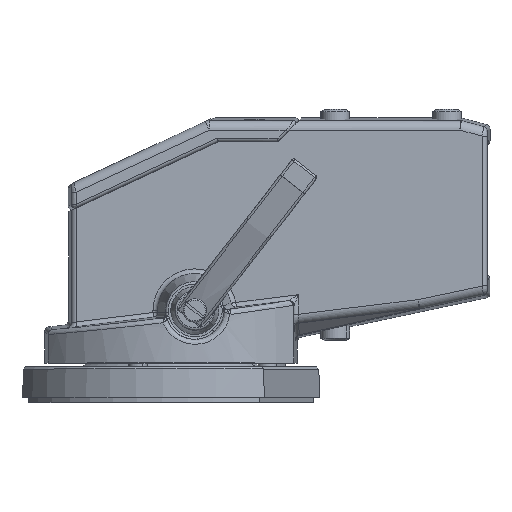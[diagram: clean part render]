
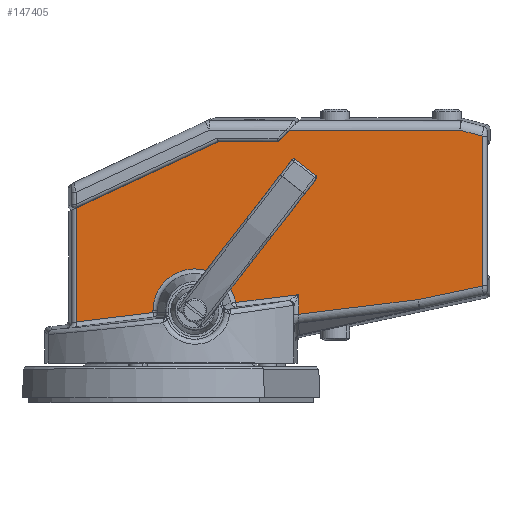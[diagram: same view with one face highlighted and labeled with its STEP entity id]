
A CAD part, top view. The second image highlights one B-rep face of the part: STEP entity #147405.
In plain terms, the highlighted planar face has unit normal (0, 0, 1).
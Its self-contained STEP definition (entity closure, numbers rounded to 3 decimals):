
#81844 = CARTESIAN_POINT ( 'NONE',  ( -7.54, 23.726, 37. ) ) ;
#81962 = CARTESIAN_POINT ( 'NONE',  ( -7.557, 24.5, 37. ) ) ;
#82138 = CARTESIAN_POINT ( 'NONE',  ( 27.207, 27.992, 37. ) ) ;
#82191 = DIRECTION ( 'NONE',  ( -1., 0., 0. ) ) ;
#82192 = DIRECTION ( 'NONE',  ( 0., 0., -1. ) ) ;
#82193 = CARTESIAN_POINT ( 'NONE',  ( 10., 24.5, 37. ) ) ;
#82194 = AXIS2_PLACEMENT_3D ( 'NONE', #82193, #82192, #82191 ) ;
#82199 = CIRCLE ( 'NONE', #82194, 17.557 ) ;
#82340 = CARTESIAN_POINT ( 'NONE',  ( 130.777, 34.885, 37. ) ) ;
#82350 = CARTESIAN_POINT ( 'NONE',  ( 20., 95.5, 37. ) ) ;
#82351 = DIRECTION ( 'NONE',  ( -0.906, -0.423, 0. ) ) ;
#82352 = VECTOR ( 'NONE', #82351, 1000. ) ;
#82353 = CARTESIAN_POINT ( 'NONE',  ( -43., 66.123, 37. ) ) ;
#82359 = LINE ( 'NONE', #82353, #82352 ) ;
#82360 = CARTESIAN_POINT ( 'NONE',  ( -39.777, 67.626, 37. ) ) ;
#84203 = DIRECTION ( 'NONE',  ( 0., -1., 0. ) ) ;
#84204 = VECTOR ( 'NONE', #84203, 1000. ) ;
#84205 = CARTESIAN_POINT ( 'NONE',  ( -39.777, 12., 37. ) ) ;
#84206 = LINE ( 'NONE', #84205, #84204 ) ;
#84207 = DIRECTION ( 'NONE',  ( -1., 0., 0. ) ) ;
#84208 = VECTOR ( 'NONE', #84207, 1000. ) ;
#84209 = CARTESIAN_POINT ( 'NONE',  ( 20., 95.5, 37. ) ) ;
#84210 = LINE ( 'NONE', #84209, #84208 ) ;
#84221 = CARTESIAN_POINT ( 'NONE',  ( 53.639, 31.238, 37. ) ) ;
#84227 = DIRECTION ( 'NONE',  ( 0., 1., 0. ) ) ;
#84228 = VECTOR ( 'NONE', #84227, 1000. ) ;
#84229 = CARTESIAN_POINT ( 'NONE',  ( 130.777, 12., 37. ) ) ;
#84230 = LINE ( 'NONE', #84229, #84228 ) ;
#84239 = DIRECTION ( 'NONE',  ( -1., 0., 0. ) ) ;
#84240 = DIRECTION ( 'NONE',  ( 0., 0., -1. ) ) ;
#84241 = CARTESIAN_POINT ( 'NONE',  ( 10., 24.5, 37. ) ) ;
#84242 = AXIS2_PLACEMENT_3D ( 'NONE', #84241, #84240, #84239 ) ;
#84243 = CIRCLE ( 'NONE', #84242, 17.557 ) ;
#84245 = CARTESIAN_POINT ( 'NONE',  ( 45., 95.5, 37. ) ) ;
#84246 = LINE ( 'NONE', #84245, #84297 ) ;
#84247 = CARTESIAN_POINT ( 'NONE',  ( 49.845, 100.345, 37. ) ) ;
#84248 = DIRECTION ( 'NONE',  ( -1., 0., 0. ) ) ;
#84249 = VECTOR ( 'NONE', #84248, 1000. ) ;
#84250 = CARTESIAN_POINT ( 'NONE',  ( 134., 100.345, 37. ) ) ;
#84251 = LINE ( 'NONE', #84250, #84249 ) ;
#84257 = CARTESIAN_POINT ( 'NONE',  ( 53.639, 22.992, 37. ) ) ;
#84258 = DIRECTION ( 'NONE',  ( 0., -1., 0. ) ) ;
#84260 = VECTOR ( 'NONE', #84258, 1000. ) ;
#84261 = CARTESIAN_POINT ( 'NONE',  ( 53.639, 22.755, 37. ) ) ;
#84262 = LINE ( 'NONE', #84261, #84260 ) ;
#84267 = FACE_OUTER_BOUND ( 'NONE', #147408, .T. ) ;
#84289 = CARTESIAN_POINT ( 'NONE',  ( 121.321, 100.345, 37. ) ) ;
#84290 = DIRECTION ( 'NONE',  ( -0.966, 0.259, 0. ) ) ;
#84291 = VECTOR ( 'NONE', #84290, 1000. ) ;
#84292 = CARTESIAN_POINT ( 'NONE',  ( 155.237, 91.258, 37. ) ) ;
#84293 = LINE ( 'NONE', #84292, #84291 ) ;
#84294 = CARTESIAN_POINT ( 'NONE',  ( 130.777, 97.812, 37. ) ) ;
#84295 = CARTESIAN_POINT ( 'NONE',  ( 45., 95.5, 37. ) ) ;
#84296 = DIRECTION ( 'NONE',  ( -0.707, -0.707, 0. ) ) ;
#84297 = VECTOR ( 'NONE', #84296, 1000. ) ;
#84298 = LINE ( 'NONE', #84360, #84359 ) ;
#84299 = DIRECTION ( 'NONE',  ( 0.993, 0.122, 0. ) ) ;
#84300 = VECTOR ( 'NONE', #84299, 1000. ) ;
#84302 = CARTESIAN_POINT ( 'NONE',  ( 117.67, 30.854, 37. ) ) ;
#84303 = LINE ( 'NONE', #84302, #84300 ) ;
#84304 = DIRECTION ( 'NONE',  ( 0.993, 0.122, 0. ) ) ;
#84305 = VECTOR ( 'NONE', #84304, 1000. ) ;
#84306 = CARTESIAN_POINT ( 'NONE',  ( 130.479, 40.673, 37. ) ) ;
#84307 = LINE ( 'NONE', #84306, #84305 ) ;
#84313 = DIRECTION ( 'NONE',  ( -1., 0., 0. ) ) ;
#84314 = DIRECTION ( 'NONE',  ( 0., 0., -1. ) ) ;
#84315 = CARTESIAN_POINT ( 'NONE',  ( 134., 12., 37. ) ) ;
#84316 = AXIS2_PLACEMENT_3D ( 'NONE', #84315, #84314, #84313 ) ;
#84318 = PLANE ( 'NONE',  #84316 ) ;
#84340 = CARTESIAN_POINT ( 'NONE',  ( 103.8, 29.151, 37. ) ) ;
#84358 = DIRECTION ( 'NONE',  ( 0.978, 0.208, 0. ) ) ;
#84359 = VECTOR ( 'NONE', #84358, 1000. ) ;
#84360 = CARTESIAN_POINT ( 'NONE',  ( 129.207, 34.551, 37. ) ) ;
#84402 = DIRECTION ( 'NONE',  ( 0.993, 0.122, 0. ) ) ;
#84403 = VECTOR ( 'NONE', #84402, 1000. ) ;
#84405 = CARTESIAN_POINT ( 'NONE',  ( 130.479, 40.673, 37. ) ) ;
#84406 = LINE ( 'NONE', #84405, #84403 ) ;
#84602 = CARTESIAN_POINT ( 'NONE',  ( -39.777, 19.768, 37. ) ) ;
#145519 = VERTEX_POINT ( 'NONE', #81844 ) ;
#145576 = VERTEX_POINT ( 'NONE', #81962 ) ;
#145678 = VERTEX_POINT ( 'NONE', #82138 ) ;
#145732 = EDGE_CURVE ( 'NONE', #145576, #145678, #82199, .T. ) ;
#145879 = VERTEX_POINT ( 'NONE', #82340 ) ;
#145906 = VERTEX_POINT ( 'NONE', #82360 ) ;
#145910 = EDGE_CURVE ( 'NONE', #145913, #145906, #82359, .T. ) ;
#145913 = VERTEX_POINT ( 'NONE', #82350 ) ;
#147315 = EDGE_CURVE ( 'NONE', #147369, #145913, #84210, .T. ) ;
#147316 = ORIENTED_EDGE ( 'NONE', *, *, #145910, .T. ) ;
#147317 = ORIENTED_EDGE ( 'NONE', *, *, #147319, .T. ) ;
#147319 = EDGE_CURVE ( 'NONE', #145906, #147543, #84206, .T. ) ;
#147326 = EDGE_CURVE ( 'NONE', #145519, #145576, #84243, .T. ) ;
#147329 = ORIENTED_EDGE ( 'NONE', *, *, #145732, .T. ) ;
#147337 = ORIENTED_EDGE ( 'NONE', *, *, #147339, .T. ) ;
#147339 = EDGE_CURVE ( 'NONE', #145879, #147371, #84230, .T. ) ;
#147353 = VERTEX_POINT ( 'NONE', #84221 ) ;
#147355 = ORIENTED_EDGE ( 'NONE', *, *, #147357, .T. ) ;
#147357 = EDGE_CURVE ( 'NONE', #147353, #147359, #84262, .T. ) ;
#147359 = VERTEX_POINT ( 'NONE', #84257 ) ;
#147363 = EDGE_CURVE ( 'NONE', #147375, #147365, #84251, .T. ) ;
#147365 = VERTEX_POINT ( 'NONE', #84247 ) ;
#147367 = ORIENTED_EDGE ( 'NONE', *, *, #147368, .T. ) ;
#147368 = EDGE_CURVE ( 'NONE', #147365, #147369, #84246, .T. ) ;
#147369 = VERTEX_POINT ( 'NONE', #84295 ) ;
#147371 = VERTEX_POINT ( 'NONE', #84294 ) ;
#147372 = ORIENTED_EDGE ( 'NONE', *, *, #147374, .T. ) ;
#147374 = EDGE_CURVE ( 'NONE', #147371, #147375, #84293, .T. ) ;
#147375 = VERTEX_POINT ( 'NONE', #84289 ) ;
#147376 = ORIENTED_EDGE ( 'NONE', *, *, #147363, .T. ) ;
#147405 = ADVANCED_FACE ( 'NONE', ( #84267 ), #84318, .F. ) ;
#147408 = EDGE_LOOP ( 'NONE', ( #147542, #147455, #147329, #147424, #147355, #147436, #147428, #147337, #147372, #147376, #147367, #147459, #147316, #147317 ) ) ;
#147424 = ORIENTED_EDGE ( 'NONE', *, *, #147426, .T. ) ;
#147426 = EDGE_CURVE ( 'NONE', #145678, #147353, #84307, .T. ) ;
#147427 = EDGE_CURVE ( 'NONE', #147359, #147437, #84303, .T. ) ;
#147428 = ORIENTED_EDGE ( 'NONE', *, *, #147429, .T. ) ;
#147429 = EDGE_CURVE ( 'NONE', #147437, #145879, #84298, .T. ) ;
#147436 = ORIENTED_EDGE ( 'NONE', *, *, #147427, .T. ) ;
#147437 = VERTEX_POINT ( 'NONE', #84340 ) ;
#147454 = EDGE_CURVE ( 'NONE', #147543, #145519, #84406, .T. ) ;
#147455 = ORIENTED_EDGE ( 'NONE', *, *, #147326, .T. ) ;
#147459 = ORIENTED_EDGE ( 'NONE', *, *, #147315, .T. ) ;
#147542 = ORIENTED_EDGE ( 'NONE', *, *, #147454, .T. ) ;
#147543 = VERTEX_POINT ( 'NONE', #84602 ) ;
